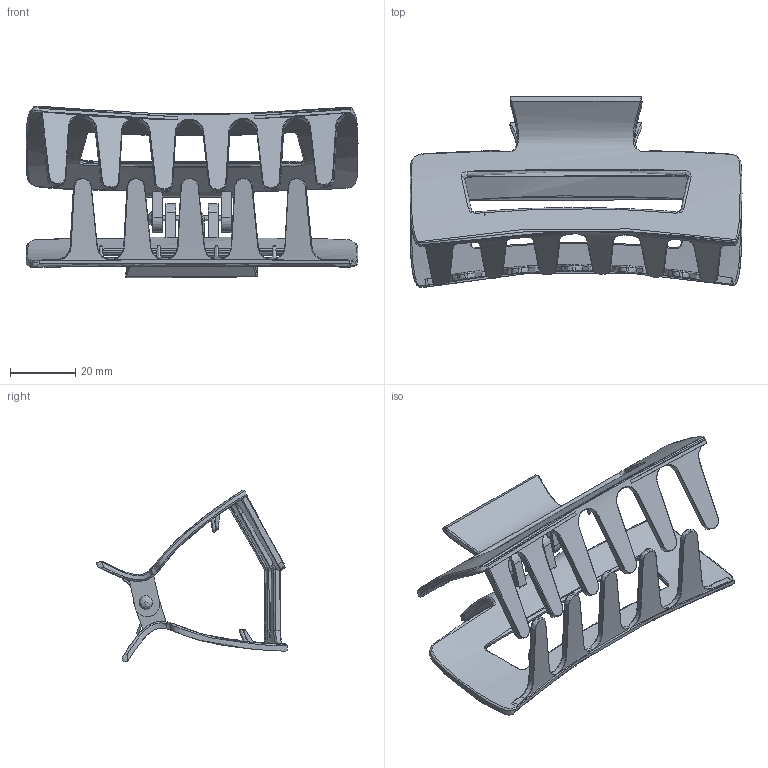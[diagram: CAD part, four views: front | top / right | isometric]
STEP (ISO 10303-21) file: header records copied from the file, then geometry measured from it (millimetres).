
FILE_DESCRIPTION(('FreeCAD Model'),'2;1');
FILE_NAME('Open CASCADE Shape Model','2025-04-27T17:07:09',('FreeCAD'),( 'FreeCAD'),'Open CASCADE STEP processor 7.6','FreeCAD','Unknown');
FILE_SCHEMA(('AUTOMOTIVE_DESIGN { 1 0 10303 214 1 1 1 1 }'));
Length unit declared in the file: millimetre
Products named in the file (1): Open CASCADE STEP translator 7.6 1
Bounding box: 102.09 x 58.68 x 52.83 mm (x, y, z)
Volume: 18141.3 mm3; surface area: 20600.7 mm2
Topology: 4 solids, 4 shells, 425 faces, 1115 edges, 701 vertices
Faces by surface type: bspline 335, plane 51, cylinder 28, cone 10, torus 1
Full cylindrical faces by diameter (mm): 0.599 x2, 1.915 x1, 2.396 x4
Entity records: 27316 total; most frequent: CARTESIAN_POINT 19027, ORIENTED_EDGE 2226, EDGE_CURVE 1113, DIRECTION 864, VERTEX_POINT 701, B_SPLINE_CURVE_WITH_KNOTS 681, FACE_BOUND 446, EDGE_LOOP 446
